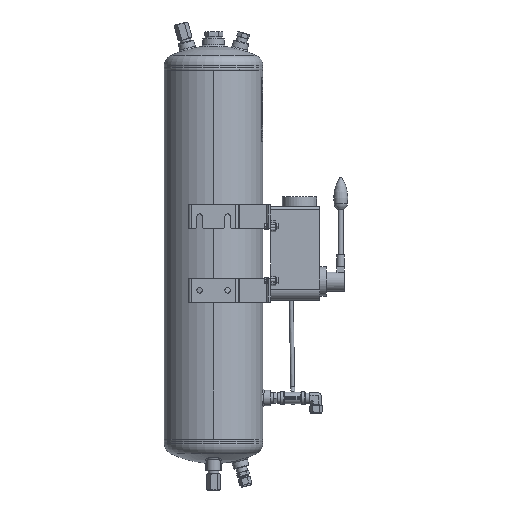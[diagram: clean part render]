
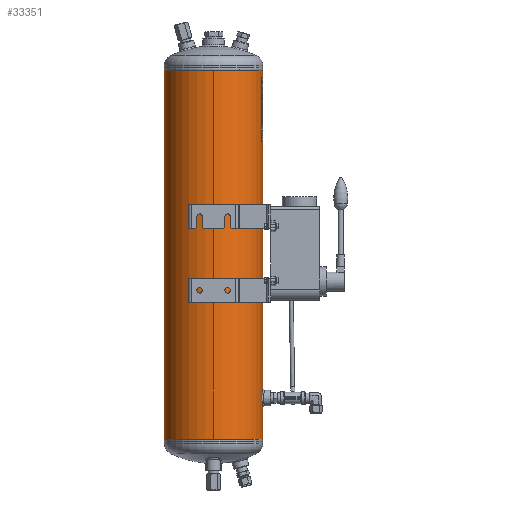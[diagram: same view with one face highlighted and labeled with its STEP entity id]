
A CAD part, left-side view. The second image highlights one B-rep face of the part: STEP entity #33351.
In plain terms, the highlighted cylindrical face has radius 100 mm (diameter 200 mm), a partial arc.
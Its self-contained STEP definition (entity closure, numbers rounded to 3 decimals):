
#2219=B_SPLINE_CURVE_WITH_KNOTS('',3,(#51561,#51562,#51563,#51564,#51565,
#51566,#51567,#51568,#51569,#51570,#51571),.UNSPECIFIED.,.T.,.F.,(1,1,1,
1,1,1,1,1,1,1,1,1,1,1,1),(-0.012,-0.008,-0.004,
0.,0.004,0.008,0.012,0.016,
0.02,0.023,0.027,0.031,
0.035,0.039,0.043),.UNSPECIFIED.);
#2220=B_SPLINE_CURVE_WITH_KNOTS('',3,(#51573,#51574,#51575,#51576,#51577,
#51578,#51579,#51580,#51581,#51582,#51583),.UNSPECIFIED.,.T.,.F.,(1,1,1,
1,1,1,1,1,1,1,1,1,1,1,1),(-0.012,-0.008,-0.004,
0.,0.004,0.008,0.012,0.016,
0.02,0.023,0.027,0.031,
0.035,0.039,0.043),.UNSPECIFIED.);
#2221=B_SPLINE_CURVE_WITH_KNOTS('',3,(#51585,#51586,#51587,#51588,#51589,
#51590,#51591,#51592,#51593,#51594,#51595,#51596,#51597,#51598,#51599,#51600,
#51601,#51602,#51603),.UNSPECIFIED.,.T.,.F.,(1,1,1,1,1,1,1,1,1,1,1,1,1,
1,1,1,1,1,1,1,1,1,1),(-0.018,-0.012,-0.006,
0.,0.006,0.012,0.018,
0.023,0.029,0.035,0.041,
0.047,0.053,0.059,0.065,
0.07,0.076,0.082,0.088,
0.094,0.1,0.106,0.112),
 .UNSPECIFIED.);
#3960=LINE('',#51605,#6072);
#3961=LINE('',#51610,#6073);
#6072=VECTOR('',#43328,1000.);
#6073=VECTOR('',#43331,1000.);
#8189=ORIENTED_EDGE('',*,*,#17945,.T.);
#8190=ORIENTED_EDGE('',*,*,#17946,.T.);
#8191=ORIENTED_EDGE('',*,*,#17947,.T.);
#8192=ORIENTED_EDGE('',*,*,#17948,.T.);
#8193=ORIENTED_EDGE('',*,*,#17949,.T.);
#8194=ORIENTED_EDGE('',*,*,#17950,.F.);
#8195=ORIENTED_EDGE('',*,*,#17951,.F.);
#17945=EDGE_CURVE('',#22823,#22823,#2219,.T.);
#17946=EDGE_CURVE('',#22824,#22824,#2220,.T.);
#17947=EDGE_CURVE('',#22825,#22825,#2221,.T.);
#17948=EDGE_CURVE('',#22826,#22827,#3960,.T.);
#17949=EDGE_CURVE('',#22827,#22828,#26272,.T.);
#17950=EDGE_CURVE('',#22829,#22828,#3961,.T.);
#17951=EDGE_CURVE('',#22826,#22829,#26273,.T.);
#22823=VERTEX_POINT('',#51572);
#22824=VERTEX_POINT('',#51584);
#22825=VERTEX_POINT('',#51604);
#22826=VERTEX_POINT('',#51606);
#22827=VERTEX_POINT('',#51607);
#22828=VERTEX_POINT('',#51609);
#22829=VERTEX_POINT('',#51611);
#26272=CIRCLE('',#40282,100.);
#26273=CIRCLE('',#40283,100.);
#27269=EDGE_LOOP('',(#8189));
#27270=EDGE_LOOP('',(#8190));
#27271=EDGE_LOOP('',(#8191));
#27272=EDGE_LOOP('',(#8192,#8193,#8194,#8195));
#30054=FACE_BOUND('',#27269,.T.);
#30055=FACE_BOUND('',#27270,.T.);
#30056=FACE_BOUND('',#27271,.T.);
#30057=FACE_BOUND('',#27272,.T.);
#32837=CYLINDRICAL_SURFACE('',#40281,100.);
#33351=ADVANCED_FACE('',(#30054,#30055,#30056,#30057),#32837,.T.);
#40281=AXIS2_PLACEMENT_3D('',#51560,#43326,#43327);
#40282=AXIS2_PLACEMENT_3D('',#51608,#43329,#43330);
#40283=AXIS2_PLACEMENT_3D('',#51612,#43332,#43333);
#43326=DIRECTION('',(0.,-1.,0.));
#43327=DIRECTION('',(0.,0.,-1.));
#43328=DIRECTION('',(0.,-1.,0.));
#43329=DIRECTION('',(0.,1.,0.));
#43330=DIRECTION('',(1.,0.,0.));
#43331=DIRECTION('',(0.,-1.,0.));
#43332=DIRECTION('',(0.,1.,0.));
#43333=DIRECTION('',(1.,0.,0.));
#51560=CARTESIAN_POINT('',(0.,750.,0.));
#51561=CARTESIAN_POINT('',(-3.915,48.922,-99.938));
#51562=CARTESIAN_POINT('',(-5.542,44.999,-99.844));
#51563=CARTESIAN_POINT('',(-3.916,41.082,-99.938));
#51564=CARTESIAN_POINT('',(-0.004,39.46,-100.031));
#51565=CARTESIAN_POINT('',(3.917,41.079,-99.938));
#51566=CARTESIAN_POINT('',(5.54,44.999,-99.844));
#51567=CARTESIAN_POINT('',(3.922,48.913,-99.937));
#51568=CARTESIAN_POINT('',(0.006,50.541,-100.031));
#51569=CARTESIAN_POINT('',(-3.915,48.922,-99.938));
#51570=CARTESIAN_POINT('',(-5.542,44.999,-99.844));
#51571=CARTESIAN_POINT('',(-3.916,41.082,-99.938));
#51572=CARTESIAN_POINT('',(-5.,45.,-99.875));
#51573=CARTESIAN_POINT('',(-3.915,158.922,-99.938));
#51574=CARTESIAN_POINT('',(-5.542,154.999,-99.844));
#51575=CARTESIAN_POINT('',(-3.916,151.082,-99.938));
#51576=CARTESIAN_POINT('',(-0.004,149.46,-100.031));
#51577=CARTESIAN_POINT('',(3.917,151.079,-99.938));
#51578=CARTESIAN_POINT('',(5.54,154.999,-99.844));
#51579=CARTESIAN_POINT('',(3.922,158.913,-99.937));
#51580=CARTESIAN_POINT('',(0.006,160.541,-100.031));
#51581=CARTESIAN_POINT('',(-3.915,158.922,-99.938));
#51582=CARTESIAN_POINT('',(-5.542,154.999,-99.844));
#51583=CARTESIAN_POINT('',(-3.916,151.082,-99.938));
#51584=CARTESIAN_POINT('',(-5.,155.,-99.875));
#51585=CARTESIAN_POINT('',(-98.994,672.42,14.208));
#51586=CARTESIAN_POINT('',(-98.806,666.495,15.395));
#51587=CARTESIAN_POINT('',(-98.993,660.6,14.214));
#51588=CARTESIAN_POINT('',(-99.436,655.617,10.88));
#51589=CARTESIAN_POINT('',(-99.878,652.286,5.9));
#51590=CARTESIAN_POINT('',(-100.061,651.109,0.009));
#51591=CARTESIAN_POINT('',(-99.879,652.279,-5.887));
#51592=CARTESIAN_POINT('',(-99.437,655.615,-10.879));
#51593=CARTESIAN_POINT('',(-98.992,660.601,-14.215));
#51594=CARTESIAN_POINT('',(-98.807,666.494,-15.391));
#51595=CARTESIAN_POINT('',(-98.992,672.387,-14.219));
#51596=CARTESIAN_POINT('',(-99.435,677.371,-10.892));
#51597=CARTESIAN_POINT('',(-99.877,680.709,-5.914));
#51598=CARTESIAN_POINT('',(-100.061,681.893,-0.013));
#51599=CARTESIAN_POINT('',(-99.878,680.72,5.889));
#51600=CARTESIAN_POINT('',(-99.437,677.387,10.874));
#51601=CARTESIAN_POINT('',(-98.994,672.42,14.208));
#51602=CARTESIAN_POINT('',(-98.806,666.495,15.395));
#51603=CARTESIAN_POINT('',(-98.993,660.6,14.214));
#51604=CARTESIAN_POINT('',(-98.869,666.5,15.));
#51605=CARTESIAN_POINT('',(0.254,801.561,100.));
#51606=CARTESIAN_POINT('',(0.254,750.,100.));
#51607=CARTESIAN_POINT('',(0.254,0.,100.));
#51608=CARTESIAN_POINT('',(0.,0.,0.));
#51609=CARTESIAN_POINT('',(-0.254,0.,100.));
#51610=CARTESIAN_POINT('',(-0.254,801.561,100.));
#51611=CARTESIAN_POINT('',(-0.254,750.,100.));
#51612=CARTESIAN_POINT('',(0.,750.,0.));
